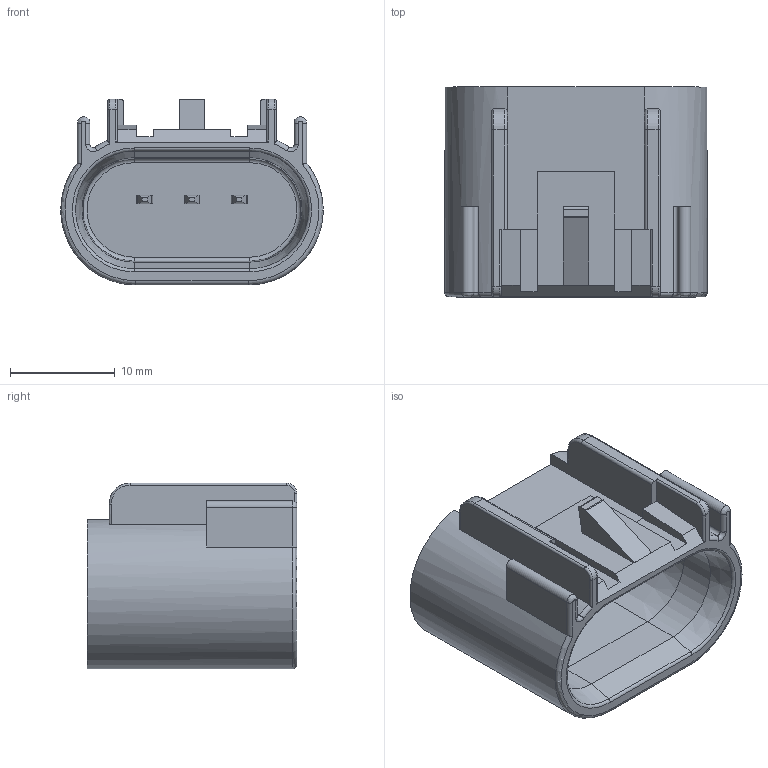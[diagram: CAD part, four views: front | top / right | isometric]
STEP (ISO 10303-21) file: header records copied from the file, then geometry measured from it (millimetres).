
FILE_DESCRIPTION(/* description */ (''),/* implementation_level */ '2;1');
FILE_NAME(/* name */ '150-S-003-1-D02.stp',/* time_stamp */ '2011-11-21T12:23:08-05:00',/* author */ (''),/* organization */ (''),/* preprocessor_version */ 'ST-DEVELOPER v11',/* originating_system */ 'SIEMENS PLM Software NX 7.5',/* authorisation */ '');
FILE_SCHEMA (('CONFIG_CONTROL_DESIGN'));
Length unit declared in the file: millimetre
Products named in the file (1): 15454763_01
Bounding box: 25 x 20 x 17.71 mm (x, y, z)
Volume: 3503.9 mm3; surface area: 3321.9 mm2
Topology: 1 solids, 1 shells, 142 faces, 360 edges, 224 vertices
Faces by surface type: plane 69, cylinder 49, torus 18, cone 4, bspline 2
Entity records: 4480 total; most frequent: CARTESIAN_POINT 931, DIRECTION 742, ORIENTED_EDGE 720, EDGE_CURVE 360, AXIS2_PLACEMENT_3D 263, VERTEX_POINT 224, LINE 216, VECTOR 216
